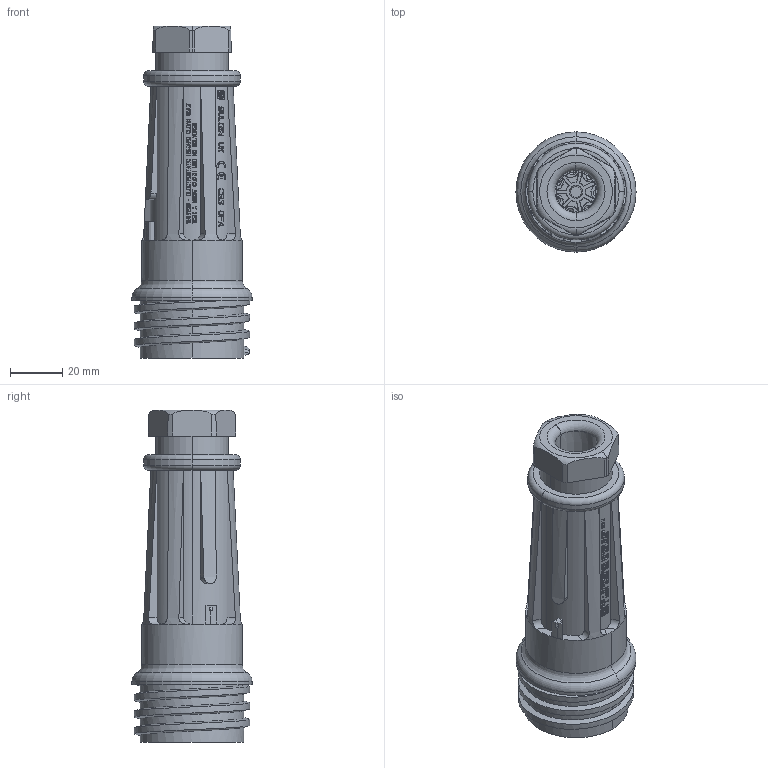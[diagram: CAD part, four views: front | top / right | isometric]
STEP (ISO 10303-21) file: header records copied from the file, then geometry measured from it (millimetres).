
FILE_DESCRIPTION(('STEP AP242'),'1');
FILE_NAME('px0921-07-s.stp','2024-05-02T20:13:26',('TraceParts'),('TraceParts S.A.'),'Spatial InterOp 3D',' ',' ');
FILE_SCHEMA(('AP242_MANAGED_MODEL_BASED_3D_ENGINEERING_MIM_LF {1 0 10303 442 1 1 4}'));
Length unit declared in the file: millimetre
Products named in the file (1): px0921-07-s
Bounding box: 46 x 46 x 127.08 mm (x, y, z)
Volume: 83164.6 mm3; surface area: 49108.6 mm2
Topology: 1 solids, 1 shells, 3729 faces, 10402 edges, 6882 vertices
Faces by surface type: plane 3220, cylinder 246, cone 188, torus 53, bspline 18, sphere 4
Entity records: 124389 total; most frequent: CARTESIAN_POINT 31304, ORIENTED_EDGE 20748, DIRECTION 17082, EDGE_CURVE 10374, LINE 7314, VECTOR 7314, VERTEX_POINT 6882, AXIS2_PLACEMENT_3D 4884
